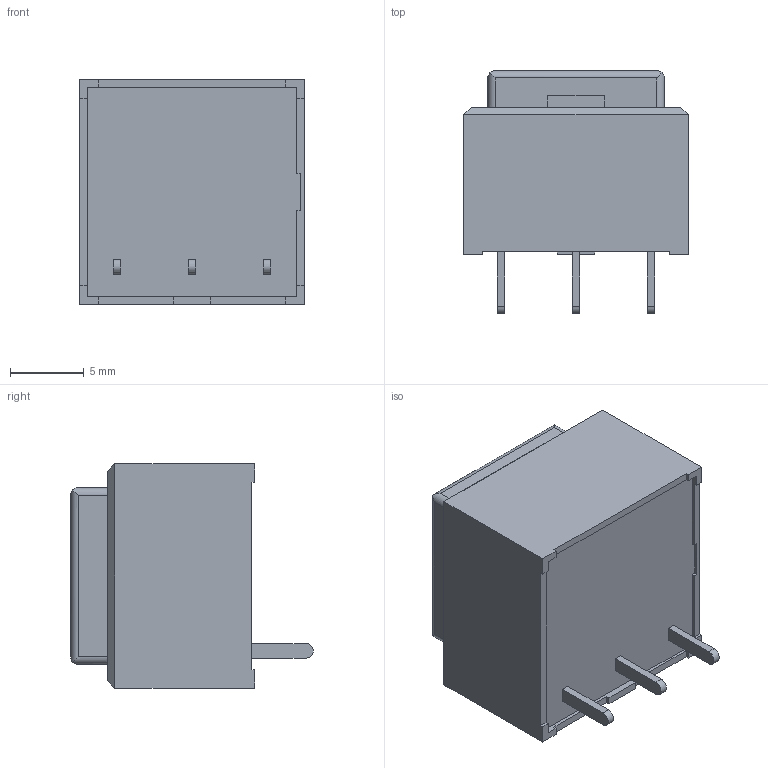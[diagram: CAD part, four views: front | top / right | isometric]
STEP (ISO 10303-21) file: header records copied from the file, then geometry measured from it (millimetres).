
FILE_DESCRIPTION(/* description */ ('STEP AP214'),/* implementation_level */ '2;1');
FILE_NAME(/* name */ 'UB16SKW03N-C',/* time_stamp */ '2024-06-01T21:46:15+02:00',/* author */ ('License CC BY-ND 4.0'),/* organization */ ('CADENAS'),/* preprocessor_version */ 'ST-DEVELOPER v19.3',/* originating_system */ 'PARTsolutions',/* authorisation */ ' ');
FILE_SCHEMA (('AUTOMOTIVE_DESIGN {1 0 10303 214 3 1 1}'));
Length unit declared in the file: inch
Products named in the file (4): UB16SKW03N-C; UB1SK-nibody_; UBW-straight_pc; UBSKC
Assembly tree (5 placements, depth 2):
  UB16SKW03N-C
    UB1SK-nibody_
    UBW-straight_pc  x3
    UBSKC
Bounding box: 15.24 x 16.48 x 15.24 mm (x, y, z)
Volume: 1660 mm3; surface area: 1867.5 mm2
Topology: 5 solids, 5 shells, 97 faces, 248 edges, 164 vertices
Faces by surface type: plane 78, cylinder 19
Entity records: 2721 total; most frequent: CARTESIAN_POINT 463, ORIENTED_EDGE 448, DIRECTION 440, EDGE_CURVE 224, LINE 190, VECTOR 190, VERTEX_POINT 148, AXIS2_PLACEMENT_3D 125
